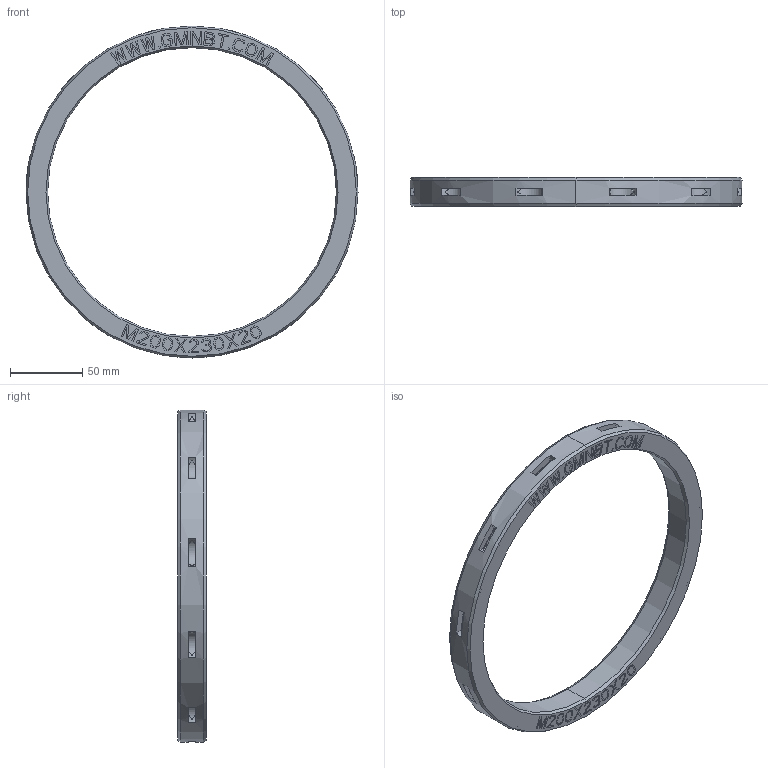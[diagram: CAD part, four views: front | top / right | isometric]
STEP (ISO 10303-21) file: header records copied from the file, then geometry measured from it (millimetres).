
FILE_DESCRIPTION((''),'2;1');
FILE_NAME('M200X230X20_PRT','2014-11-17T',('sales 4'),(''),'PRO/ENGINEER BY PARAMETRIC TECHNOLOGY CORPORATION, 2013150','PRO/ENGINEER BY PARAMETRIC TECHNOLOGY CORPORATION, 2013150','');
FILE_SCHEMA(('AUTOMOTIVE_DESIGN { 1 0 10303 214 1 1 1 1 }'));
Length unit declared in the file: millimetre
Products named in the file (1): M200X230X20_PRT
Bounding box: 230 x 20.08 x 230 mm (x, y, z)
Volume: 188163.3 mm3; surface area: 81454.6 mm2
Topology: 1 solids, 1 shells, 820 faces, 2329 edges, 1530 vertices
Faces by surface type: plane 689, torus 50, cylinder 41, cone 40
Entity records: 36923 total; most frequent: CARTESIAN_POINT 5253, ORIENTED_EDGE 4658, DIRECTION 4127, PRESENTATION_STYLE_ASSIGNMENT 2600, STYLED_ITEM 2330, CURVE_STYLE 2329, EDGE_CURVE 2329, VECTOR 1907
